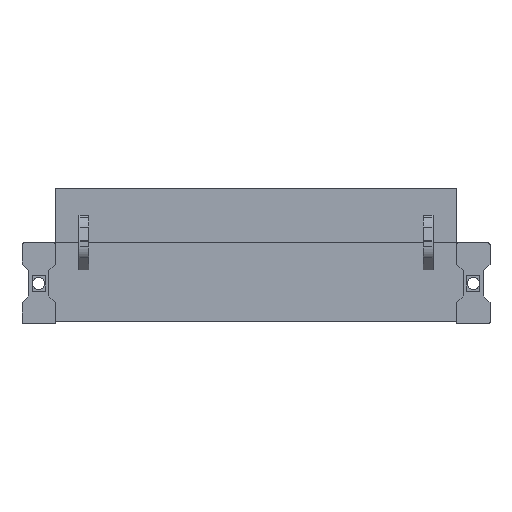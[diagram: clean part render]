
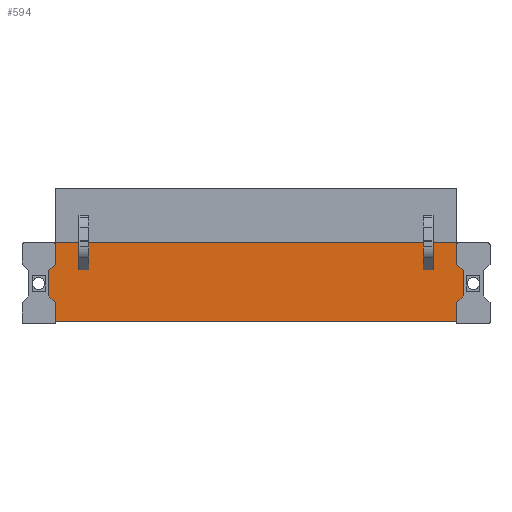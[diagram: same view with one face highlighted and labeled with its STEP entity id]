
A CAD part, top view. The second image highlights one B-rep face of the part: STEP entity #594.
In plain terms, the highlighted planar face has unit normal (0, 0, 1).
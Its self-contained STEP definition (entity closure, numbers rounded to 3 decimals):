
#428=AXIS2_PLACEMENT_3D('Plane Axis2P3D',#425,#426,#427) ;
#49=CARTESIAN_POINT('Vertex',(66.04,0.4,10.95)) ;
#52=CARTESIAN_POINT('Line Origine',(35.56,0.4,10.95)) ;
#56=CARTESIAN_POINT('Vertex',(5.08,0.4,10.95)) ;
#367=CARTESIAN_POINT('Line Origine',(5.08,12.175,10.95)) ;
#371=CARTESIAN_POINT('Vertex',(5.08,12.05,10.95)) ;
#373=CARTESIAN_POINT('Vertex',(5.08,12.3,10.95)) ;
#425=CARTESIAN_POINT('Axis2P3D Location',(5.08,0.4,10.95)) ;
#430=CARTESIAN_POINT('Line Origine',(5.08,10.57,10.95)) ;
#434=CARTESIAN_POINT('Vertex',(5.08,9.09,10.95)) ;
#437=CARTESIAN_POINT('Line Origine',(4.56,8.57,10.95)) ;
#441=CARTESIAN_POINT('Vertex',(4.04,8.05,10.95)) ;
#444=CARTESIAN_POINT('Line Origine',(4.04,6.15,10.95)) ;
#448=CARTESIAN_POINT('Vertex',(4.04,4.25,10.95)) ;
#451=CARTESIAN_POINT('Line Origine',(4.56,3.73,10.95)) ;
#455=CARTESIAN_POINT('Vertex',(5.08,3.21,10.95)) ;
#458=CARTESIAN_POINT('Line Origine',(5.08,1.805,10.95)) ;
#463=CARTESIAN_POINT('Line Origine',(66.04,1.805,10.95)) ;
#467=CARTESIAN_POINT('Vertex',(66.04,3.21,10.95)) ;
#470=CARTESIAN_POINT('Line Origine',(66.56,3.73,10.95)) ;
#474=CARTESIAN_POINT('Vertex',(67.08,4.25,10.95)) ;
#477=CARTESIAN_POINT('Line Origine',(67.08,6.15,10.95)) ;
#481=CARTESIAN_POINT('Vertex',(67.08,8.05,10.95)) ;
#484=CARTESIAN_POINT('Line Origine',(66.56,8.57,10.95)) ;
#488=CARTESIAN_POINT('Vertex',(66.04,9.09,10.95)) ;
#491=CARTESIAN_POINT('Line Origine',(66.04,10.57,10.95)) ;
#495=CARTESIAN_POINT('Vertex',(66.04,12.05,10.95)) ;
#498=CARTESIAN_POINT('Line Origine',(66.04,12.175,10.95)) ;
#502=CARTESIAN_POINT('Vertex',(66.04,12.3,10.95)) ;
#505=CARTESIAN_POINT('Line Origine',(35.56,12.3,10.95)) ;
#526=CARTESIAN_POINT('Line Origine',(61.71,12.269,10.95)) ;
#530=CARTESIAN_POINT('Vertex',(62.46,12.269,10.95)) ;
#532=CARTESIAN_POINT('Vertex',(60.96,12.269,10.95)) ;
#535=CARTESIAN_POINT('Line Origine',(62.46,10.234,10.95)) ;
#539=CARTESIAN_POINT('Vertex',(62.46,8.2,10.95)) ;
#542=CARTESIAN_POINT('Line Origine',(61.71,8.2,10.95)) ;
#546=CARTESIAN_POINT('Vertex',(60.96,8.2,10.95)) ;
#549=CARTESIAN_POINT('Line Origine',(60.96,10.234,10.95)) ;
#560=CARTESIAN_POINT('Line Origine',(10.16,10.234,10.95)) ;
#564=CARTESIAN_POINT('Vertex',(10.16,12.269,10.95)) ;
#566=CARTESIAN_POINT('Vertex',(10.16,8.2,10.95)) ;
#569=CARTESIAN_POINT('Line Origine',(9.41,8.2,10.95)) ;
#573=CARTESIAN_POINT('Vertex',(8.66,8.2,10.95)) ;
#576=CARTESIAN_POINT('Line Origine',(8.66,10.234,10.95)) ;
#580=CARTESIAN_POINT('Vertex',(8.66,12.269,10.95)) ;
#583=CARTESIAN_POINT('Line Origine',(9.41,12.269,10.95)) ;
#53=DIRECTION('Vector Direction',(1.,0.,0.)) ;
#368=DIRECTION('Vector Direction',(0.,1.,0.)) ;
#426=DIRECTION('Axis2P3D Direction',(0.,0.,1.)) ;
#427=DIRECTION('Axis2P3D XDirection',(1.,0.,0.)) ;
#431=DIRECTION('Vector Direction',(0.,1.,0.)) ;
#438=DIRECTION('Vector Direction',(-0.707,-0.707,0.)) ;
#445=DIRECTION('Vector Direction',(0.,-1.,0.)) ;
#452=DIRECTION('Vector Direction',(0.707,-0.707,0.)) ;
#459=DIRECTION('Vector Direction',(0.,1.,0.)) ;
#464=DIRECTION('Vector Direction',(0.,1.,0.)) ;
#471=DIRECTION('Vector Direction',(-0.707,-0.707,0.)) ;
#478=DIRECTION('Vector Direction',(0.,-1.,0.)) ;
#485=DIRECTION('Vector Direction',(0.707,-0.707,0.)) ;
#492=DIRECTION('Vector Direction',(0.,1.,0.)) ;
#499=DIRECTION('Vector Direction',(0.,1.,0.)) ;
#506=DIRECTION('Vector Direction',(1.,0.,0.)) ;
#527=DIRECTION('Vector Direction',(1.,0.,0.)) ;
#536=DIRECTION('Vector Direction',(0.,1.,0.)) ;
#543=DIRECTION('Vector Direction',(1.,0.,0.)) ;
#550=DIRECTION('Vector Direction',(0.,1.,0.)) ;
#561=DIRECTION('Vector Direction',(0.,1.,0.)) ;
#570=DIRECTION('Vector Direction',(1.,0.,0.)) ;
#577=DIRECTION('Vector Direction',(0.,1.,0.)) ;
#584=DIRECTION('Vector Direction',(1.,0.,0.)) ;
#54=VECTOR('Line Direction',#53,1.) ;
#369=VECTOR('Line Direction',#368,1.) ;
#432=VECTOR('Line Direction',#431,1.) ;
#439=VECTOR('Line Direction',#438,1.) ;
#446=VECTOR('Line Direction',#445,1.) ;
#453=VECTOR('Line Direction',#452,1.) ;
#460=VECTOR('Line Direction',#459,1.) ;
#465=VECTOR('Line Direction',#464,1.) ;
#472=VECTOR('Line Direction',#471,1.) ;
#479=VECTOR('Line Direction',#478,1.) ;
#486=VECTOR('Line Direction',#485,1.) ;
#493=VECTOR('Line Direction',#492,1.) ;
#500=VECTOR('Line Direction',#499,1.) ;
#507=VECTOR('Line Direction',#506,1.) ;
#528=VECTOR('Line Direction',#527,1.) ;
#537=VECTOR('Line Direction',#536,1.) ;
#544=VECTOR('Line Direction',#543,1.) ;
#551=VECTOR('Line Direction',#550,1.) ;
#562=VECTOR('Line Direction',#561,1.) ;
#571=VECTOR('Line Direction',#570,1.) ;
#578=VECTOR('Line Direction',#577,1.) ;
#585=VECTOR('Line Direction',#584,1.) ;
#511=ORIENTED_EDGE('',*,*,#375,.F.) ;
#512=ORIENTED_EDGE('',*,*,#436,.F.) ;
#513=ORIENTED_EDGE('',*,*,#443,.T.) ;
#514=ORIENTED_EDGE('',*,*,#450,.T.) ;
#515=ORIENTED_EDGE('',*,*,#457,.T.) ;
#516=ORIENTED_EDGE('',*,*,#462,.F.) ;
#517=ORIENTED_EDGE('',*,*,#58,.F.) ;
#518=ORIENTED_EDGE('',*,*,#469,.T.) ;
#519=ORIENTED_EDGE('',*,*,#476,.F.) ;
#520=ORIENTED_EDGE('',*,*,#483,.F.) ;
#521=ORIENTED_EDGE('',*,*,#490,.F.) ;
#522=ORIENTED_EDGE('',*,*,#497,.T.) ;
#523=ORIENTED_EDGE('',*,*,#504,.T.) ;
#524=ORIENTED_EDGE('',*,*,#509,.F.) ;
#555=ORIENTED_EDGE('',*,*,#534,.F.) ;
#556=ORIENTED_EDGE('',*,*,#541,.T.) ;
#557=ORIENTED_EDGE('',*,*,#548,.T.) ;
#558=ORIENTED_EDGE('',*,*,#553,.F.) ;
#589=ORIENTED_EDGE('',*,*,#568,.T.) ;
#590=ORIENTED_EDGE('',*,*,#575,.F.) ;
#591=ORIENTED_EDGE('',*,*,#582,.F.) ;
#592=ORIENTED_EDGE('',*,*,#587,.T.) ;
#559=FACE_BOUND('',#554,.T.) ;
#593=FACE_BOUND('',#588,.T.) ;
#594=ADVANCED_FACE('BLL5.08/12/90FI 3.2SN OR 1843850000',(#525,#559,#593),#429,.T.) ;
#58=EDGE_CURVE('',#50,#57,#55,.F.) ;
#375=EDGE_CURVE('',#372,#374,#370,.T.) ;
#436=EDGE_CURVE('',#435,#372,#433,.T.) ;
#443=EDGE_CURVE('',#435,#442,#440,.T.) ;
#450=EDGE_CURVE('',#442,#449,#447,.T.) ;
#457=EDGE_CURVE('',#449,#456,#454,.T.) ;
#462=EDGE_CURVE('',#57,#456,#461,.T.) ;
#469=EDGE_CURVE('',#50,#468,#466,.T.) ;
#476=EDGE_CURVE('',#475,#468,#473,.T.) ;
#483=EDGE_CURVE('',#482,#475,#480,.T.) ;
#490=EDGE_CURVE('',#489,#482,#487,.T.) ;
#497=EDGE_CURVE('',#489,#496,#494,.T.) ;
#504=EDGE_CURVE('',#496,#503,#501,.T.) ;
#509=EDGE_CURVE('',#374,#503,#508,.T.) ;
#534=EDGE_CURVE('',#531,#533,#529,.F.) ;
#541=EDGE_CURVE('',#531,#540,#538,.F.) ;
#548=EDGE_CURVE('',#540,#547,#545,.F.) ;
#553=EDGE_CURVE('',#533,#547,#552,.F.) ;
#568=EDGE_CURVE('',#565,#567,#563,.F.) ;
#575=EDGE_CURVE('',#574,#567,#572,.T.) ;
#582=EDGE_CURVE('',#581,#574,#579,.F.) ;
#587=EDGE_CURVE('',#581,#565,#586,.T.) ;
#510=EDGE_LOOP('',(#511,#512,#513,#514,#515,#516,#517,#518,#519,#520,#521,#522,#523,#524)) ;
#554=EDGE_LOOP('',(#555,#556,#557,#558)) ;
#588=EDGE_LOOP('',(#589,#590,#591,#592)) ;
#525=FACE_OUTER_BOUND('',#510,.T.) ;
#55=LINE('Line',#52,#54) ;
#370=LINE('Line',#367,#369) ;
#433=LINE('Line',#430,#432) ;
#440=LINE('Line',#437,#439) ;
#447=LINE('Line',#444,#446) ;
#454=LINE('Line',#451,#453) ;
#461=LINE('Line',#458,#460) ;
#466=LINE('Line',#463,#465) ;
#473=LINE('Line',#470,#472) ;
#480=LINE('Line',#477,#479) ;
#487=LINE('Line',#484,#486) ;
#494=LINE('Line',#491,#493) ;
#501=LINE('Line',#498,#500) ;
#508=LINE('Line',#505,#507) ;
#529=LINE('Line',#526,#528) ;
#538=LINE('Line',#535,#537) ;
#545=LINE('Line',#542,#544) ;
#552=LINE('Line',#549,#551) ;
#563=LINE('Line',#560,#562) ;
#572=LINE('Line',#569,#571) ;
#579=LINE('Line',#576,#578) ;
#586=LINE('Line',#583,#585) ;
#429=PLANE('',#428) ;
#50=VERTEX_POINT('',#49) ;
#57=VERTEX_POINT('',#56) ;
#372=VERTEX_POINT('',#371) ;
#374=VERTEX_POINT('',#373) ;
#435=VERTEX_POINT('',#434) ;
#442=VERTEX_POINT('',#441) ;
#449=VERTEX_POINT('',#448) ;
#456=VERTEX_POINT('',#455) ;
#468=VERTEX_POINT('',#467) ;
#475=VERTEX_POINT('',#474) ;
#482=VERTEX_POINT('',#481) ;
#489=VERTEX_POINT('',#488) ;
#496=VERTEX_POINT('',#495) ;
#503=VERTEX_POINT('',#502) ;
#531=VERTEX_POINT('',#530) ;
#533=VERTEX_POINT('',#532) ;
#540=VERTEX_POINT('',#539) ;
#547=VERTEX_POINT('',#546) ;
#565=VERTEX_POINT('',#564) ;
#567=VERTEX_POINT('',#566) ;
#574=VERTEX_POINT('',#573) ;
#581=VERTEX_POINT('',#580) ;
